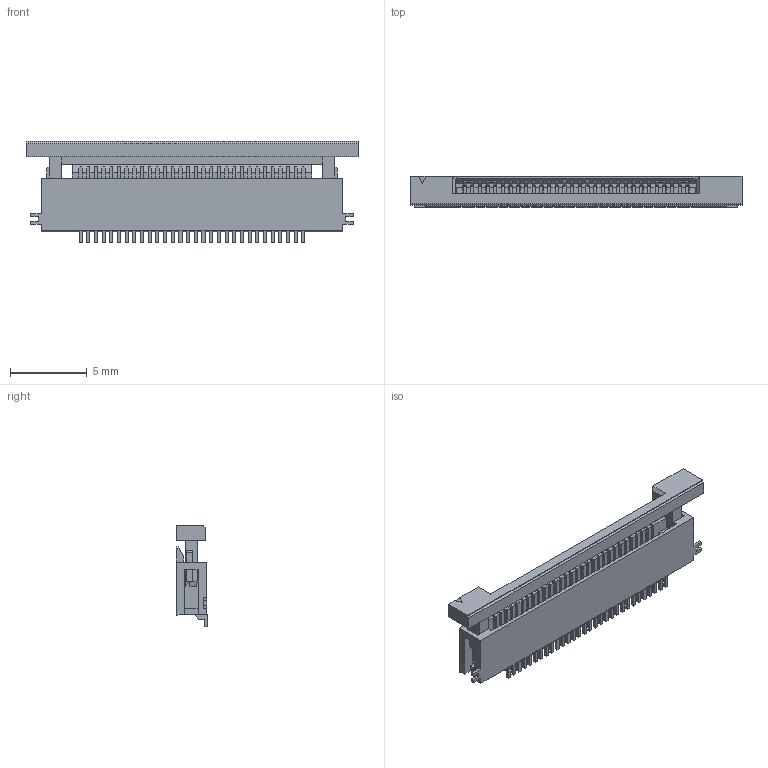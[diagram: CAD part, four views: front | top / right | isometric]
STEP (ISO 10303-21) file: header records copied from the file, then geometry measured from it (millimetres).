
FILE_DESCRIPTION((''),'2;1');
FILE_NAME('524353071','2013-09-11T',('me'),(''),'PRO/ENGINEER BY PARAMETRIC TECHNOLOGY CORPORATION, 2011490','PRO/ENGINEER BY PARAMETRIC TECHNOLOGY CORPORATION, 2011490','');
FILE_SCHEMA(('CONFIG_CONTROL_DESIGN'));
Length unit declared in the file: millimetre
Products named in the file (1): 524353071
Bounding box: 21.6 x 2.05 x 6.6 mm (x, y, z)
Volume: 118 mm3; surface area: 908.6 mm2
Topology: 1 solids, 1 shells, 1015 faces, 3229 edges, 2150 vertices
Faces by surface type: plane 923, cylinder 92
Entity records: 34900 total; most frequent: CARTESIAN_POINT 6263, ORIENTED_EDGE 6194, DIRECTION 5447, EDGE_CURVE 3097, VECTOR 3043, LINE 3043, VERTEX_POINT 2018, AXIS2_PLACEMENT_3D 1202
